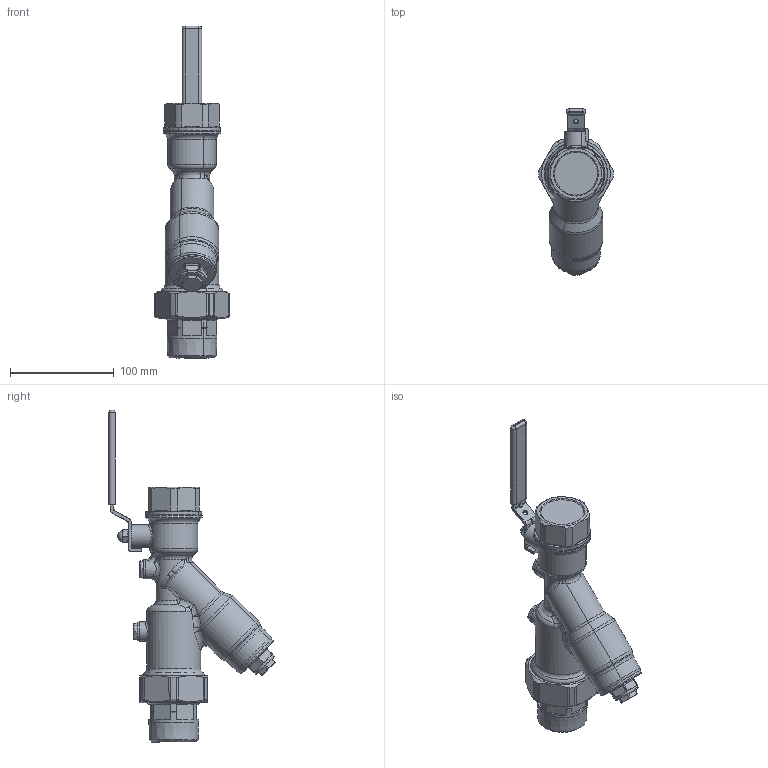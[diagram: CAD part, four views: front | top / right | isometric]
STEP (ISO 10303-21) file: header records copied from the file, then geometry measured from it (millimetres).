
FILE_DESCRIPTION(('CATIA V5 STEP Exchange'),'2;1');
FILE_NAME('STEP_120171_-_TST.stp','2019-01-09T13:55:59+00:00',('none'),('none'),'CATIA Version 5-6 Release 2016 SP4','CATIA V5 STEP AP203','none');
FILE_SCHEMA(('CONFIG_CONTROL_DESIGN'));
Products named in the file (1): 120171 - TST
Bounding box: 71.96 x 160.29 x 320 mm (x, y, z)
Volume: 665928.8 mm3; surface area: 78556.4 mm2
Topology: 1 solids, 9 shells, 1399 faces, 3408 edges, 2047 vertices
Faces by surface type: plane 395, cylinder 252, bspline 244, cone 191, torus 123, extrusion 119, revolution 46, sphere 29
Entity records: 56441 total; most frequent: CARTESIAN_POINT 28175, ORIENTED_EDGE 6736, DIRECTION 3896, EDGE_CURVE 3368, VERTEX_POINT 2047, AXIS2_PLACEMENT_3D 1710, EDGE_LOOP 1471, VECTOR 1419
